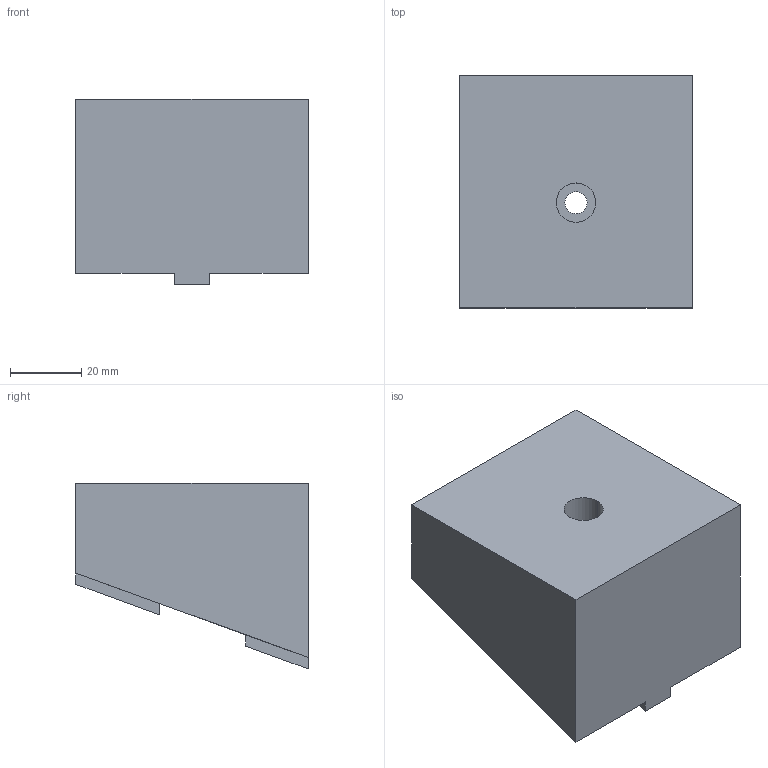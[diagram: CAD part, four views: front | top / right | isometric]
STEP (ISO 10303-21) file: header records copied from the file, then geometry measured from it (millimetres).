
FILE_DESCRIPTION((''),'2;1');
FILE_NAME('ILCM41533202','2006-06-09T',('KR'),(''),'PRO/ENGINEER BY PARAMETRIC TECHNOLOGY CORPORATION, 2004290','PRO/ENGINEER BY PARAMETRIC TECHNOLOGY CORPORATION, 2004290','');
FILE_SCHEMA(('AUTOMOTIVE_DESIGN_CC2 { 1 2 10303 214 -1 1 5 2 }'));
Length unit declared in the file: millimetre
Products named in the file (1): ILCM41533202
Bounding box: 65 x 65 x 52 mm (x, y, z)
Volume: 149310.9 mm3; surface area: 20404.8 mm2
Topology: 1 solids, 1 shells, 21 faces, 54 edges, 36 vertices
Faces by surface type: plane 15, cylinder 6
Entity records: 777 total; most frequent: CARTESIAN_POINT 137, ORIENTED_EDGE 108, COLOUR_RGB 107, DIRECTION 100, EDGE_CURVE 54, VECTOR 38, LINE 38, VERTEX_POINT 36
